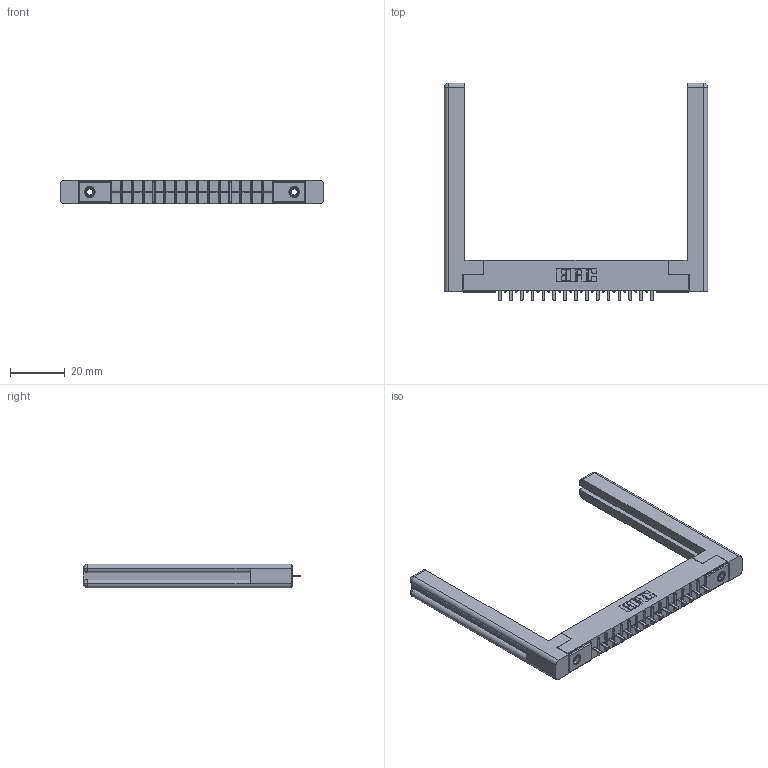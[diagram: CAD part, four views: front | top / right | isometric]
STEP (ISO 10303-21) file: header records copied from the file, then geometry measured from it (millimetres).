
FILE_DESCRIPTION (( 'STEP AP203' ), '1' );
FILE_NAME ('306-015-421-158.STEP', '2020-09-21T18:29:05', ( '' ), ( '' ), 'SwSTEP 2.0', 'SolidWorks 2020', '' );
FILE_SCHEMA (( 'CONFIG_CONTROL_DESIGN' ));
Length unit declared in the file: inch
Products named in the file (5): 306 Part_.156 Dia; 306-290-001_121; 306-015-421-158; 307-220-058; 345-250-001_345-250-001-102
Assembly tree (20 placements, depth 2):
  306-015-421-158
    306 Part_.156 Dia
    306-290-001_121  x15
    345-250-001_345-250-001-102  x2
    307-220-058  x2
Bounding box: 96.06 x 79.53 x 8.71 mm (x, y, z)
Volume: 14161.8 mm3; surface area: 14608.8 mm2
Topology: 20 solids, 20 shells, 1308 faces, 3625 edges, 2322 vertices
Faces by surface type: plane 857, cylinder 367, sphere 60, cone 12, torus 12
Entity records: 20075 total; most frequent: CARTESIAN_POINT 3375, DIRECTION 3286, ORIENTED_EDGE 3284, EDGE_CURVE 1642, VECTOR 1264, LINE 1264, VERTEX_POINT 1046, AXIS2_PLACEMENT_3D 1011
